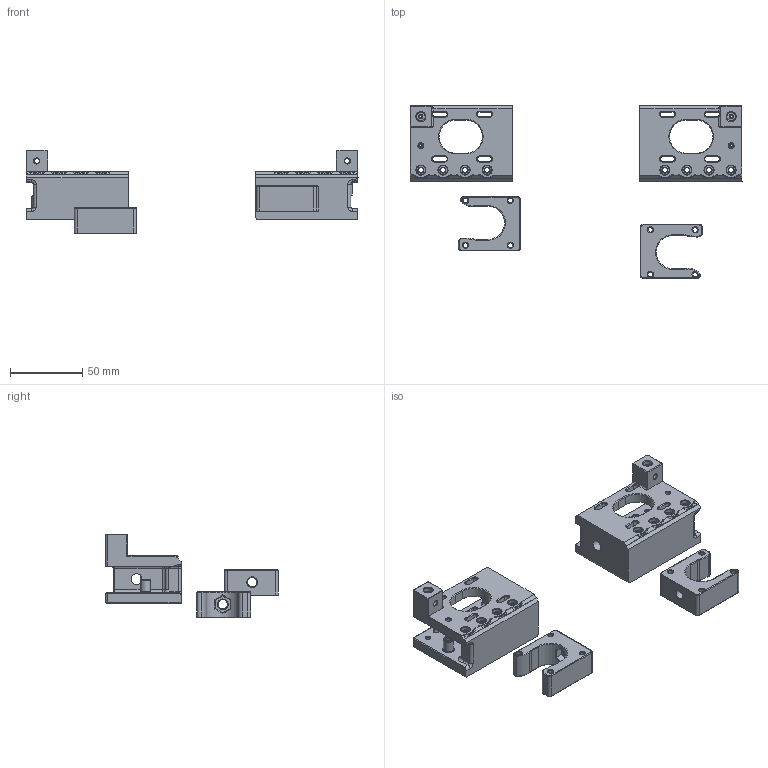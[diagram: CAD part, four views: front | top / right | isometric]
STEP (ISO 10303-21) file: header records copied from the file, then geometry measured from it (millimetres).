
FILE_DESCRIPTION(/* description */ ('','CAx-IF Rec.Pracs.---Representation and Presentation of Product Manufacturing Information (PMI)---4.0---2014-10-13'),/* implementation_level */ '2;1');
FILE_NAME(/* name */ 'mod motor xy voron 0 sls v1.step',/* time_stamp */ '2025-03-10T15:10:48+01:00',/* author */ (''),/* organization */ (''),/* preprocessor_version */ 'ST-DEVELOPER v20',/* originating_system */ 'Autodesk Translation Framework v13.20.0.188',/* authorisation */ '');
FILE_SCHEMA (('AP242_MANAGED_MODEL_BASED_3D_ENGINEERING_MIM_LF { 1 0 10303 442 1 1 4 }'));
Length unit declared in the file: millimetre
Products named in the file (4): mod motor xy voron 0 sls; B_Drive_Frame; [a]_a_drive_left_tensioner_V4 (1) (1); [a]_a_drive_left_tensioner_V4 (1) (1) (1)
Assembly tree (3 placements, depth 2):
  mod motor xy voron 0 sls
    B_Drive_Frame
    [a]_a_drive_left_tensioner_V4 (1) (1)
    [a]_a_drive_left_tensioner_V4 (1) (1) (1)
Bounding box: 230.04 x 119.37 x 57.99 mm (x, y, z)
Volume: 157129 mm3; surface area: 58585.2 mm2
Topology: 4 solids, 5 shells, 838 faces, 2072 edges, 1238 vertices
Faces by surface type: plane 280, cylinder 219, cone 171, bspline 89, torus 77, sphere 2
Full cylindrical faces by diameter (mm): 1.5 x4, 3 x10, 3.3 x8, 3.4 x18, 3.6 x1, 6 x2, 6.2 x8, 6.3 x2, 6.5 x2, 7 x2, 7.5 x2
Entity records: 28999 total; most frequent: CARTESIAN_POINT 9126, DIRECTION 4144, ORIENTED_EDGE 4108, EDGE_CURVE 2054, AXIS2_PLACEMENT_3D 1582, VERTEX_POINT 1238, LINE 980, VECTOR 980
